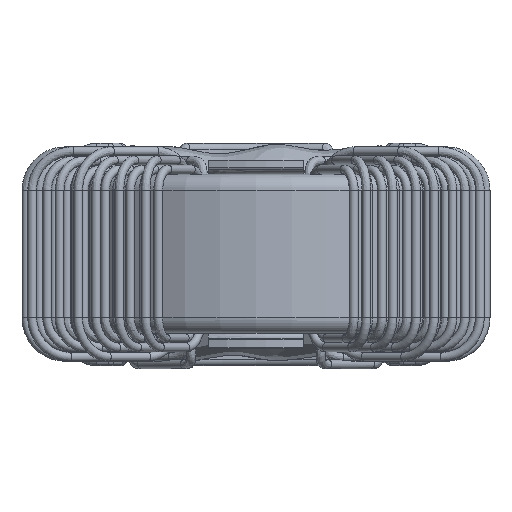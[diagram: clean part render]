
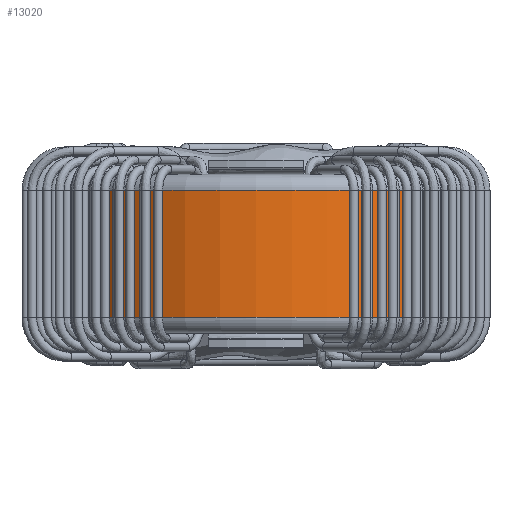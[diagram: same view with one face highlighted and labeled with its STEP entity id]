
A CAD part, top view. The second image highlights one B-rep face of the part: STEP entity #13020.
In plain terms, the highlighted cylindrical face has radius 6.5 mm (diameter 13 mm), a full revolution.
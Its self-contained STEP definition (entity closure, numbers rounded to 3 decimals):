
#1449=ORIENTED_EDGE('',*,*,#4575,.T.);
#1450=ORIENTED_EDGE('',*,*,#4576,.T.);
#4575=EDGE_CURVE('',#6138,#6138,#7429,.F.);
#4576=EDGE_CURVE('',#6139,#6139,#7430,.T.);
#6138=VERTEX_POINT('',#28141);
#6139=VERTEX_POINT('',#28143);
#7429=CIRCLE('',#21900,6.5);
#7430=CIRCLE('',#21901,6.5);
#8512=EDGE_LOOP('',(#1449));
#8513=EDGE_LOOP('',(#1450));
#10508=FACE_BOUND('',#8512,.T.);
#10509=FACE_BOUND('',#8513,.T.);
#12503=CYLINDRICAL_SURFACE('',#21899,6.5);
#13020=ADVANCED_FACE('',(#10508,#10509),#12503,.T.);
#21899=AXIS2_PLACEMENT_3D('',#28139,#23888,#23889);
#21900=AXIS2_PLACEMENT_3D('',#28140,#23890,#23891);
#21901=AXIS2_PLACEMENT_3D('',#28142,#23892,#23893);
#23888=DIRECTION('',(0.,1.,0.));
#23889=DIRECTION('',(0.,0.,1.));
#23890=DIRECTION('',(0.,1.,0.));
#23891=DIRECTION('',(0.,0.,1.));
#23892=DIRECTION('',(0.,1.,0.));
#23893=DIRECTION('',(0.,0.,1.));
#28139=CARTESIAN_POINT('',(0.,-2.5,9.52));
#28140=CARTESIAN_POINT('',(0.,2.,9.52));
#28141=CARTESIAN_POINT('',(0.,2.,16.02));
#28142=CARTESIAN_POINT('',(0.,-2.,9.52));
#28143=CARTESIAN_POINT('',(0.,-2.,16.02));
